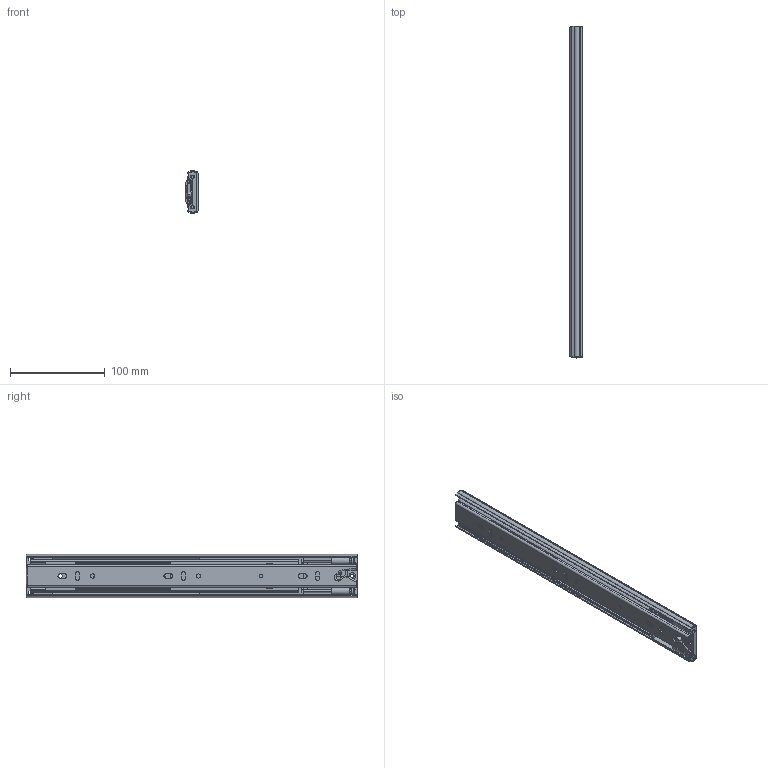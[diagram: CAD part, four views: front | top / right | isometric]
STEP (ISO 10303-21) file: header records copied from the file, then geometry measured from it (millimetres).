
FILE_DESCRIPTION((''),'2;1');
FILE_NAME('ASM0002_ASM','2017-02-12T',('genhom'),(''),'CREO PARAMETRIC BY PTC INC, 2014190','CREO PARAMETRIC BY PTC INC, 2014190','');
FILE_SCHEMA(('CONFIG_CONTROL_DESIGN'));
Length unit declared in the file: millimetre
Products named in the file (17): PRT0018; PRT0002; PRT0001; PRT0003; PRT0004; ASM0001_ASM; PRT0017; PRT0016; 45_STOPER; CAGE; BALL; BALLCAGE_ASM; ASM0003_ASM; PLASCTI; BALL1; PLACTICCAGE_ASM; ASM0002_ASM
Assembly tree (27 placements, depth 4):
  ASM0002_ASM
    PRT0018
    ASM0001_ASM
      PRT0002
      PRT0001
      PRT0003  x2
      PRT0004
    PRT0017
    PRT0016
    45_STOPER
    ASM0003_ASM
      BALLCAGE_ASM  x4
        CAGE
        BALL
    PLACTICCAGE_ASM  x2
      PLASCTI
      BALL1
Bounding box: 12.7 x 351 x 45.59 mm (x, y, z)
Volume: 75934.1 mm3; surface area: 124757.7 mm2
Topology: 15 solids, 39 shells, 1126 faces, 3333 edges, 2168 vertices
Faces by surface type: plane 603, cylinder 440, sphere 48, torus 35
Entity records: 24445 total; most frequent: CARTESIAN_POINT 4692, ORIENTED_EDGE 4118, DIRECTION 4075, EDGE_CURVE 2059, VERTEX_POINT 1368, VECTOR 1363, LINE 1363, AXIS2_PLACEMENT_3D 1356
